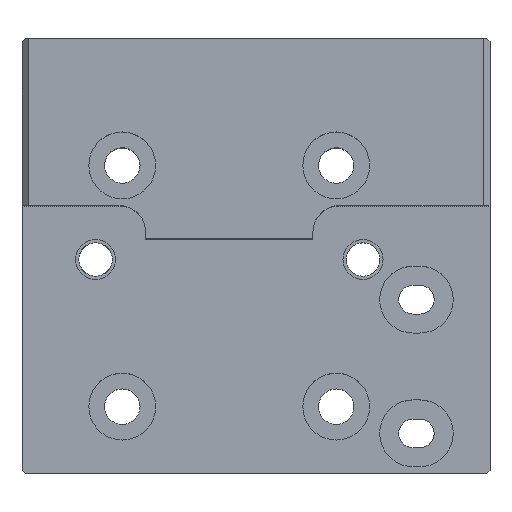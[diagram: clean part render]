
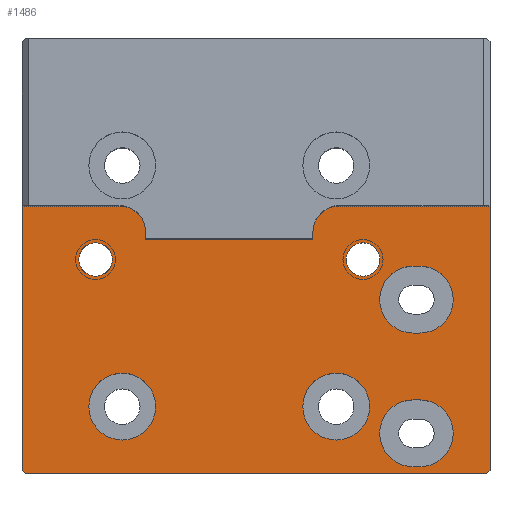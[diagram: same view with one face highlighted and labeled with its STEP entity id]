
A CAD part, top view. The second image highlights one B-rep face of the part: STEP entity #1486.
In plain terms, the highlighted planar face has unit normal (0, 0, 1).
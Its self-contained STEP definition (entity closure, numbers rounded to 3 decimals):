
#84=DIRECTION('',(1.,0.,0.));
#85=VECTOR('',#84,69.);
#86=CARTESIAN_POINT('',(0.5,0.,15.));
#87=LINE('',#86,#85);
#151=CARTESIAN_POINT('',(15.,10.,15.));
#152=DIRECTION('',(0.,0.,1.));
#153=DIRECTION('',(-1.,0.,0.));
#154=AXIS2_PLACEMENT_3D('',#151,#152,#153);
#156=CARTESIAN_POINT('',(15.,10.,15.));
#157=DIRECTION('',(0.,0.,1.));
#158=DIRECTION('',(1.,0.,0.));
#159=AXIS2_PLACEMENT_3D('',#156,#157,#158);
#161=CARTESIAN_POINT('',(47.,10.,15.));
#162=DIRECTION('',(0.,0.,1.));
#163=DIRECTION('',(-1.,0.,0.));
#164=AXIS2_PLACEMENT_3D('',#161,#162,#163);
#166=CARTESIAN_POINT('',(47.,10.,15.));
#167=DIRECTION('',(0.,0.,1.));
#168=DIRECTION('',(1.,0.,0.));
#169=AXIS2_PLACEMENT_3D('',#166,#167,#168);
#171=CARTESIAN_POINT('',(11.,32.,15.));
#172=DIRECTION('',(0.,0.,1.));
#173=DIRECTION('',(-1.,0.,0.));
#174=AXIS2_PLACEMENT_3D('',#171,#172,#173);
#176=CARTESIAN_POINT('',(11.,32.,15.));
#177=DIRECTION('',(0.,0.,1.));
#178=DIRECTION('',(1.,0.,0.));
#179=AXIS2_PLACEMENT_3D('',#176,#177,#178);
#181=CARTESIAN_POINT('',(51.,32.,15.));
#182=DIRECTION('',(0.,0.,1.));
#183=DIRECTION('',(-1.,0.,0.));
#184=AXIS2_PLACEMENT_3D('',#181,#182,#183);
#186=CARTESIAN_POINT('',(51.,32.,15.));
#187=DIRECTION('',(0.,0.,1.));
#188=DIRECTION('',(1.,0.,0.));
#189=AXIS2_PLACEMENT_3D('',#186,#187,#188);
#191=CARTESIAN_POINT('',(59.5,6.,15.));
#192=DIRECTION('',(0.,0.,1.));
#193=DIRECTION('',(0.,-1.,0.));
#194=AXIS2_PLACEMENT_3D('',#191,#192,#193);
#196=DIRECTION('',(-1.,0.,0.));
#197=VECTOR('',#196,1.);
#198=CARTESIAN_POINT('',(59.5,11.,15.));
#199=LINE('',#198,#197);
#200=CARTESIAN_POINT('',(58.5,6.,15.));
#201=DIRECTION('',(0.,0.,1.));
#202=DIRECTION('',(0.,1.,0.));
#203=AXIS2_PLACEMENT_3D('',#200,#201,#202);
#205=DIRECTION('',(1.,0.,0.));
#206=VECTOR('',#205,1.);
#207=CARTESIAN_POINT('',(58.5,1.,15.));
#208=LINE('',#207,#206);
#209=CARTESIAN_POINT('',(59.5,26.,15.));
#210=DIRECTION('',(0.,0.,1.));
#211=DIRECTION('',(0.,-1.,0.));
#212=AXIS2_PLACEMENT_3D('',#209,#210,#211);
#214=DIRECTION('',(-1.,0.,0.));
#215=VECTOR('',#214,1.);
#216=CARTESIAN_POINT('',(59.5,31.,15.));
#217=LINE('',#216,#215);
#218=CARTESIAN_POINT('',(58.5,26.,15.));
#219=DIRECTION('',(0.,0.,1.));
#220=DIRECTION('',(0.,1.,0.));
#221=AXIS2_PLACEMENT_3D('',#218,#219,#220);
#223=DIRECTION('',(1.,0.,0.));
#224=VECTOR('',#223,1.);
#225=CARTESIAN_POINT('',(58.5,21.,15.));
#226=LINE('',#225,#224);
#227=DIRECTION('',(0.707,0.707,0.));
#228=VECTOR('',#227,0.707);
#229=CARTESIAN_POINT('',(69.5,0.,15.));
#230=LINE('',#229,#228);
#231=DIRECTION('',(0.707,-0.707,0.));
#232=VECTOR('',#231,0.707);
#233=CARTESIAN_POINT('',(0.,0.5,15.));
#234=LINE('',#233,#232);
#235=DIRECTION('',(0.,1.,0.));
#236=VECTOR('',#235,39.5);
#237=CARTESIAN_POINT('',(0.,0.5,15.));
#238=LINE('',#237,#236);
#239=DIRECTION('',(1.,0.,0.));
#240=VECTOR('',#239,70.);
#241=CARTESIAN_POINT('',(0.,40.,15.));
#242=LINE('',#241,#240);
#243=DIRECTION('',(0.,-1.,0.));
#244=VECTOR('',#243,39.5);
#245=CARTESIAN_POINT('',(70.,40.,15.));
#246=LINE('',#245,#244);
#970=CARTESIAN_POINT('',(10.,10.,15.));
#971=VERTEX_POINT('',#970);
#972=CARTESIAN_POINT('',(20.,10.,15.));
#973=VERTEX_POINT('',#972);
#982=CARTESIAN_POINT('',(42.,10.,15.));
#983=VERTEX_POINT('',#982);
#984=CARTESIAN_POINT('',(52.,10.,15.));
#985=VERTEX_POINT('',#984);
#992=CARTESIAN_POINT('',(8.5,32.,15.));
#993=VERTEX_POINT('',#992);
#995=CARTESIAN_POINT('',(13.5,32.,15.));
#997=VERTEX_POINT('',#995);
#999=CARTESIAN_POINT('',(48.5,32.,15.));
#1001=VERTEX_POINT('',#999);
#1003=CARTESIAN_POINT('',(53.5,32.,15.));
#1005=VERTEX_POINT('',#1003);
#1030=CARTESIAN_POINT('',(0.,40.,15.));
#1031=CARTESIAN_POINT('',(70.,40.,15.));
#1032=VERTEX_POINT('',#1030);
#1033=VERTEX_POINT('',#1031);
#1158=CARTESIAN_POINT('',(59.5,1.,15.));
#1159=CARTESIAN_POINT('',(59.5,11.,15.));
#1160=VERTEX_POINT('',#1158);
#1161=VERTEX_POINT('',#1159);
#1162=CARTESIAN_POINT('',(58.5,11.,15.));
#1163=VERTEX_POINT('',#1162);
#1164=CARTESIAN_POINT('',(58.5,1.,15.));
#1165=VERTEX_POINT('',#1164);
#1174=CARTESIAN_POINT('',(59.5,21.,15.));
#1175=VERTEX_POINT('',#1174);
#1176=CARTESIAN_POINT('',(59.5,31.,15.));
#1177=VERTEX_POINT('',#1176);
#1178=CARTESIAN_POINT('',(58.5,31.,15.));
#1179=VERTEX_POINT('',#1178);
#1180=CARTESIAN_POINT('',(58.5,21.,15.));
#1181=VERTEX_POINT('',#1180);
#1218=CARTESIAN_POINT('',(69.5,0.,15.));
#1219=VERTEX_POINT('',#1218);
#1220=CARTESIAN_POINT('',(70.,0.5,15.));
#1221=VERTEX_POINT('',#1220);
#1226=CARTESIAN_POINT('',(0.,0.5,15.));
#1227=VERTEX_POINT('',#1226);
#1228=CARTESIAN_POINT('',(0.5,0.,15.));
#1229=VERTEX_POINT('',#1228);
#1427=CARTESIAN_POINT('',(0.,0.,15.));
#1428=DIRECTION('',(0.,0.,1.));
#1429=DIRECTION('',(-1.,0.,0.));
#1430=AXIS2_PLACEMENT_3D('',#1427,#1428,#1429);
#1431=PLANE('',#1430);
#1432=ORIENTED_EDGE('',*,*,#1304,.F.);
#1433=ORIENTED_EDGE('',*,*,#1327,.F.);
#1435=ORIENTED_EDGE('',*,*,#1434,.F.);
#1437=ORIENTED_EDGE('',*,*,#1436,.T.);
#1439=ORIENTED_EDGE('',*,*,#1438,.T.);
#1441=ORIENTED_EDGE('',*,*,#1440,.T.);
#1442=EDGE_LOOP('',(#1432,#1433,#1435,#1437,#1439,#1441));
#1443=FACE_OUTER_BOUND('',#1442,.F.);
#1445=ORIENTED_EDGE('',*,*,#1444,.T.);
#1447=ORIENTED_EDGE('',*,*,#1446,.T.);
#1448=EDGE_LOOP('',(#1445,#1447));
#1449=FACE_BOUND('',#1448,.F.);
#1451=ORIENTED_EDGE('',*,*,#1450,.T.);
#1453=ORIENTED_EDGE('',*,*,#1452,.T.);
#1454=EDGE_LOOP('',(#1451,#1453));
#1455=FACE_BOUND('',#1454,.F.);
#1457=ORIENTED_EDGE('',*,*,#1456,.T.);
#1459=ORIENTED_EDGE('',*,*,#1458,.T.);
#1460=EDGE_LOOP('',(#1457,#1459));
#1461=FACE_BOUND('',#1460,.F.);
#1463=ORIENTED_EDGE('',*,*,#1462,.T.);
#1465=ORIENTED_EDGE('',*,*,#1464,.T.);
#1467=ORIENTED_EDGE('',*,*,#1466,.T.);
#1469=ORIENTED_EDGE('',*,*,#1468,.T.);
#1470=EDGE_LOOP('',(#1463,#1465,#1467,#1469));
#1471=FACE_BOUND('',#1470,.F.);
#1472=ORIENTED_EDGE('',*,*,#1408,.T.);
#1474=ORIENTED_EDGE('',*,*,#1473,.T.);
#1476=ORIENTED_EDGE('',*,*,#1475,.T.);
#1477=ORIENTED_EDGE('',*,*,#1419,.T.);
#1478=EDGE_LOOP('',(#1472,#1474,#1476,#1477));
#1479=FACE_BOUND('',#1478,.F.);
#1481=ORIENTED_EDGE('',*,*,#1480,.T.);
#1483=ORIENTED_EDGE('',*,*,#1482,.T.);
#1484=EDGE_LOOP('',(#1481,#1483));
#1485=FACE_BOUND('',#1484,.F.);
#1486=ADVANCED_FACE('',(#1443,#1449,#1455,#1461,#1471,#1479,#1485),#1431,.T.);
#155=CIRCLE('',#154,5.);
#160=CIRCLE('',#159,5.);
#165=CIRCLE('',#164,5.);
#170=CIRCLE('',#169,5.);
#175=CIRCLE('',#174,2.5);
#180=CIRCLE('',#179,2.5);
#185=CIRCLE('',#184,2.5);
#190=CIRCLE('',#189,2.5);
#195=CIRCLE('',#194,5.);
#204=CIRCLE('',#203,5.);
#213=CIRCLE('',#212,5.);
#222=CIRCLE('',#221,5.);
#1304=EDGE_CURVE('',#1219,#1221,#230,.T.);
#1327=EDGE_CURVE('',#1229,#1219,#87,.T.);
#1408=EDGE_CURVE('',#1175,#1177,#213,.T.);
#1419=EDGE_CURVE('',#1181,#1175,#226,.T.);
#1434=EDGE_CURVE('',#1227,#1229,#234,.T.);
#1436=EDGE_CURVE('',#1227,#1032,#238,.T.);
#1438=EDGE_CURVE('',#1032,#1033,#242,.T.);
#1440=EDGE_CURVE('',#1033,#1221,#246,.T.);
#1444=EDGE_CURVE('',#983,#985,#165,.T.);
#1446=EDGE_CURVE('',#985,#983,#170,.T.);
#1450=EDGE_CURVE('',#993,#997,#175,.T.);
#1452=EDGE_CURVE('',#997,#993,#180,.T.);
#1456=EDGE_CURVE('',#1001,#1005,#185,.T.);
#1458=EDGE_CURVE('',#1005,#1001,#190,.T.);
#1462=EDGE_CURVE('',#1160,#1161,#195,.T.);
#1464=EDGE_CURVE('',#1161,#1163,#199,.T.);
#1466=EDGE_CURVE('',#1163,#1165,#204,.T.);
#1468=EDGE_CURVE('',#1165,#1160,#208,.T.);
#1473=EDGE_CURVE('',#1177,#1179,#217,.T.);
#1475=EDGE_CURVE('',#1179,#1181,#222,.T.);
#1480=EDGE_CURVE('',#971,#973,#155,.T.);
#1482=EDGE_CURVE('',#973,#971,#160,.T.);
